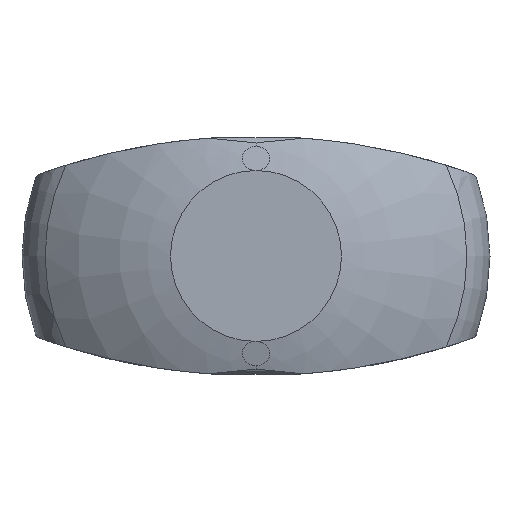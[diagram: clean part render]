
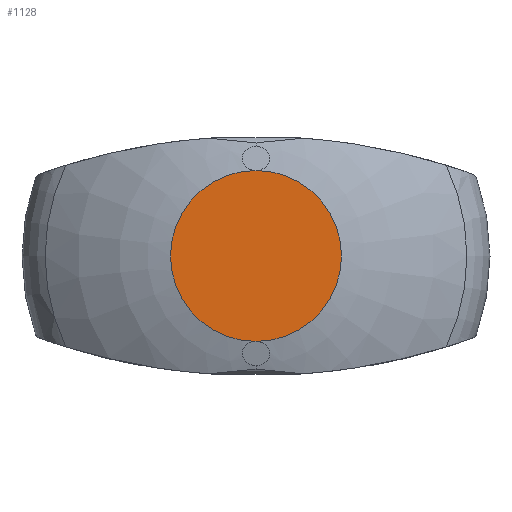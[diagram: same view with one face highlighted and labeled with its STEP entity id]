
A CAD part, top view. The second image highlights one B-rep face of the part: STEP entity #1128.
In plain terms, the highlighted planar face has unit normal (0, 0, 1).
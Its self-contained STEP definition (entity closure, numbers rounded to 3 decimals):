
#584=VERTEX_POINT('',#1681);
#1064=EDGE_CURVE('',#584,#1226,#2200,.T.);
#1128=ADVANCED_FACE('',(#2269),#2270,.T.);
#1226=VERTEX_POINT('',#2377);
#1374=EDGE_CURVE('',#1226,#584,#2538,.T.);
#1681=CARTESIAN_POINT('',(0.0,-8.95,40.5));
#2200=CIRCLE('',#4642,8.95);
#2269=FACE_OUTER_BOUND('',#4963,.T.);
#2270=PLANE('',#4964);
#2377=CARTESIAN_POINT('',(0.0,8.95,40.5));
#2538=CIRCLE('',#5853,8.95);
#4642=AXIS2_PLACEMENT_3D('',#7241,#7242,#7243);
#4963=EDGE_LOOP('',(#7301,#7302));
#4964=AXIS2_PLACEMENT_3D('',#7303,#7304,#7305);
#5853=AXIS2_PLACEMENT_3D('',#7608,#7609,#7610);
#7241=CARTESIAN_POINT('',(0.0,0.,40.5));
#7242=DIRECTION('',(-0.0,0.,-1.0));
#7243=DIRECTION('',(-1.0,0.0,0.0));
#7301=ORIENTED_EDGE('',*,*,#1064,.F.);
#7302=ORIENTED_EDGE('',*,*,#1374,.F.);
#7303=CARTESIAN_POINT('',(-4.475,0.,40.5));
#7304=DIRECTION('',(0.,0.,1.0));
#7305=DIRECTION('',(1.0,0.,0.));
#7608=CARTESIAN_POINT('',(0.0,0.,40.5));
#7609=DIRECTION('',(-0.0,0.,-1.0));
#7610=DIRECTION('',(-1.0,0.0,0.0));
